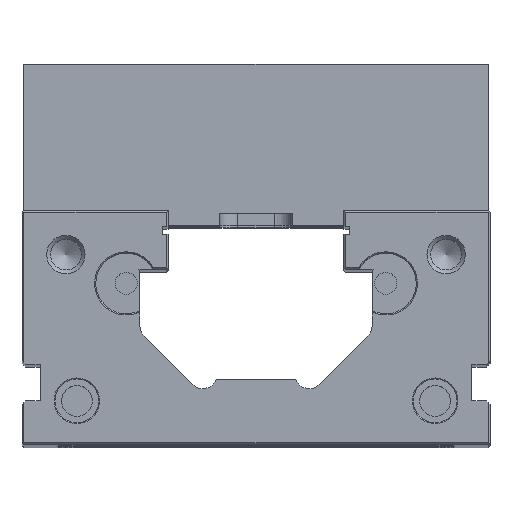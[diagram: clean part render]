
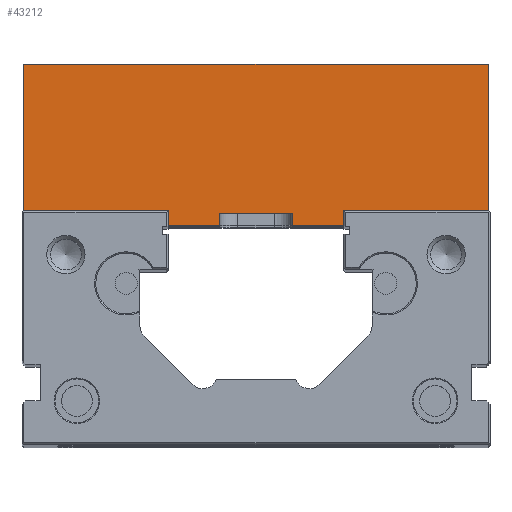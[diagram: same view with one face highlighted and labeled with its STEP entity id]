
A CAD part, top view. The second image highlights one B-rep face of the part: STEP entity #43212.
In plain terms, the highlighted planar face has unit normal (0, 0, 1).
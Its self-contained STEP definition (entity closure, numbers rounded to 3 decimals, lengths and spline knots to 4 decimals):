
#3636=PLANE('',#45846);
#6248=FACE_OUTER_BOUND('',#8785,.T.);
#8785=EDGE_LOOP('',(#40771,#40772,#40773,#40774,#40775,#40776,#40777,#40778,
#40779,#40780,#40781,#40782,#40783,#40784,#40785,#40786));
#12751=LINE('',#74043,#16943);
#12767=LINE('',#74084,#16959);
#12769=LINE('',#74087,#16961);
#12772=LINE('',#74093,#16964);
#12773=LINE('',#74095,#16965);
#12955=LINE('',#76089,#17147);
#12959=LINE('',#76096,#17151);
#12962=LINE('',#76104,#17154);
#12966=LINE('',#76111,#17158);
#12967=LINE('',#76114,#17159);
#12970=LINE('',#76119,#17162);
#12971=LINE('',#76121,#17163);
#12972=LINE('',#76123,#17164);
#12973=LINE('',#76125,#17165);
#12974=LINE('',#76126,#17166);
#12975=LINE('',#76127,#17167);
#16943=VECTOR('',#54536,0.3937);
#16959=VECTOR('',#54574,0.3937);
#16961=VECTOR('',#54578,0.3937);
#16964=VECTOR('',#54583,0.3937);
#16965=VECTOR('',#54584,0.3937);
#17147=VECTOR('',#55004,0.3937);
#17151=VECTOR('',#55010,0.3937);
#17154=VECTOR('',#55015,0.3937);
#17158=VECTOR('',#55021,0.3937);
#17159=VECTOR('',#55024,0.3937);
#17162=VECTOR('',#55029,0.3937);
#17163=VECTOR('',#55030,0.3937);
#17164=VECTOR('',#55031,0.3937);
#17165=VECTOR('',#55032,0.3937);
#17166=VECTOR('',#55033,0.3937);
#17167=VECTOR('',#55034,0.3937);
#21782=VERTEX_POINT('',#74040);
#21783=VERTEX_POINT('',#74042);
#21796=VERTEX_POINT('',#74081);
#21797=VERTEX_POINT('',#74083);
#21799=VERTEX_POINT('',#74091);
#21800=VERTEX_POINT('',#74094);
#22068=VERTEX_POINT('',#76086);
#22069=VERTEX_POINT('',#76088);
#22071=VERTEX_POINT('',#76094);
#22074=VERTEX_POINT('',#76101);
#22075=VERTEX_POINT('',#76103);
#22077=VERTEX_POINT('',#76109);
#22078=VERTEX_POINT('',#76113);
#22080=VERTEX_POINT('',#76120);
#22081=VERTEX_POINT('',#76122);
#22082=VERTEX_POINT('',#76124);
#27873=EDGE_CURVE('',#21783,#21782,#12751,.T.);
#27893=EDGE_CURVE('',#21797,#21796,#12767,.T.);
#27895=EDGE_CURVE('',#21796,#21783,#12769,.T.);
#27898=EDGE_CURVE('',#21782,#21799,#12772,.T.);
#27899=EDGE_CURVE('',#21800,#21797,#12773,.T.);
#28303=EDGE_CURVE('',#22069,#22068,#12955,.T.);
#28307=EDGE_CURVE('',#22068,#22071,#12959,.T.);
#28310=EDGE_CURVE('',#22075,#22074,#12962,.T.);
#28314=EDGE_CURVE('',#22074,#22077,#12966,.T.);
#28315=EDGE_CURVE('',#22078,#22069,#12967,.T.);
#28318=EDGE_CURVE('',#21799,#22075,#12970,.T.);
#28319=EDGE_CURVE('',#22077,#22080,#12971,.T.);
#28320=EDGE_CURVE('',#22080,#22081,#12972,.T.);
#28321=EDGE_CURVE('',#22081,#22082,#12973,.T.);
#28322=EDGE_CURVE('',#22082,#22078,#12974,.T.);
#28323=EDGE_CURVE('',#22071,#21800,#12975,.T.);
#40771=ORIENTED_EDGE('',*,*,#27873,.T.);
#40772=ORIENTED_EDGE('',*,*,#27898,.T.);
#40773=ORIENTED_EDGE('',*,*,#28318,.T.);
#40774=ORIENTED_EDGE('',*,*,#28310,.T.);
#40775=ORIENTED_EDGE('',*,*,#28314,.T.);
#40776=ORIENTED_EDGE('',*,*,#28319,.T.);
#40777=ORIENTED_EDGE('',*,*,#28320,.T.);
#40778=ORIENTED_EDGE('',*,*,#28321,.T.);
#40779=ORIENTED_EDGE('',*,*,#28322,.T.);
#40780=ORIENTED_EDGE('',*,*,#28315,.T.);
#40781=ORIENTED_EDGE('',*,*,#28303,.T.);
#40782=ORIENTED_EDGE('',*,*,#28307,.T.);
#40783=ORIENTED_EDGE('',*,*,#28323,.T.);
#40784=ORIENTED_EDGE('',*,*,#27899,.T.);
#40785=ORIENTED_EDGE('',*,*,#27893,.T.);
#40786=ORIENTED_EDGE('',*,*,#27895,.T.);
#43212=ADVANCED_FACE('',(#6248),#3636,.T.);
#45846=AXIS2_PLACEMENT_3D('',#76118,#55027,#55028);
#54536=DIRECTION('',(0.,-1.,0.));
#54574=DIRECTION('',(0.,1.,0.));
#54578=DIRECTION('',(1.,0.,0.));
#54583=DIRECTION('',(1.,0.,0.));
#54584=DIRECTION('',(1.,0.,0.));
#55004=DIRECTION('',(0.,1.,0.));
#55010=DIRECTION('',(1.,0.,0.));
#55015=DIRECTION('',(1.,0.,0.));
#55021=DIRECTION('',(0.,-1.,0.));
#55024=DIRECTION('',(1.,0.,0.));
#55027=DIRECTION('center_axis',(0.,0.,1.));
#55028=DIRECTION('ref_axis',(1.,0.,0.));
#55029=DIRECTION('',(0.,1.,0.));
#55030=DIRECTION('',(1.,0.,0.));
#55031=DIRECTION('',(0.,1.,0.));
#55032=DIRECTION('',(-1.,0.,0.));
#55033=DIRECTION('',(0.,-1.,0.));
#55034=DIRECTION('',(0.,-1.,0.));
#74040=CARTESIAN_POINT('',(0.625,-1.375,3.75));
#74042=CARTESIAN_POINT('',(0.625,-1.165,3.75));
#74043=CARTESIAN_POINT('',(0.625,-0.6875,3.75));
#74081=CARTESIAN_POINT('',(-0.625,-1.165,3.75));
#74083=CARTESIAN_POINT('',(-0.625,-1.375,3.75));
#74084=CARTESIAN_POINT('',(-0.625,-0.6875,3.75));
#74087=CARTESIAN_POINT('',(0.,-1.165,3.75));
#74091=CARTESIAN_POINT('',(1.499,-1.375,3.75));
#74093=CARTESIAN_POINT('',(3.97,-1.375,3.75));
#74094=CARTESIAN_POINT('',(-1.499,-1.375,3.75));
#74095=CARTESIAN_POINT('',(3.97,-1.375,3.75));
#76086=CARTESIAN_POINT('',(-1.749,-1.115,3.75));
#76088=CARTESIAN_POINT('',(-1.749,-1.125,3.75));
#76089=CARTESIAN_POINT('',(-1.749,-0.5575,3.75));
#76094=CARTESIAN_POINT('',(-1.499,-1.115,3.75));
#76096=CARTESIAN_POINT('',(-0.7495,-1.115,3.75));
#76101=CARTESIAN_POINT('',(1.749,-1.115,3.75));
#76103=CARTESIAN_POINT('',(1.499,-1.115,3.75));
#76104=CARTESIAN_POINT('',(0.8745,-1.115,3.75));
#76109=CARTESIAN_POINT('',(1.749,-1.125,3.75));
#76111=CARTESIAN_POINT('',(1.749,-0.5625,3.75));
#76113=CARTESIAN_POINT('',(-3.97,-1.125,3.75));
#76114=CARTESIAN_POINT('',(-0.7495,-1.125,3.75));
#76118=CARTESIAN_POINT('Origin',(0.,0.,
3.75));
#76119=CARTESIAN_POINT('',(1.499,-0.5625,3.75));
#76120=CARTESIAN_POINT('',(3.97,-1.125,3.75));
#76121=CARTESIAN_POINT('',(1.985,-1.125,3.75));
#76122=CARTESIAN_POINT('',(3.97,1.375,3.75));
#76123=CARTESIAN_POINT('',(3.97,1.375,3.75));
#76124=CARTESIAN_POINT('',(-3.97,1.375,3.75));
#76125=CARTESIAN_POINT('',(-3.97,1.375,3.75));
#76126=CARTESIAN_POINT('',(-3.97,-1.375,3.75));
#76127=CARTESIAN_POINT('',(-1.499,-0.5625,3.75));
